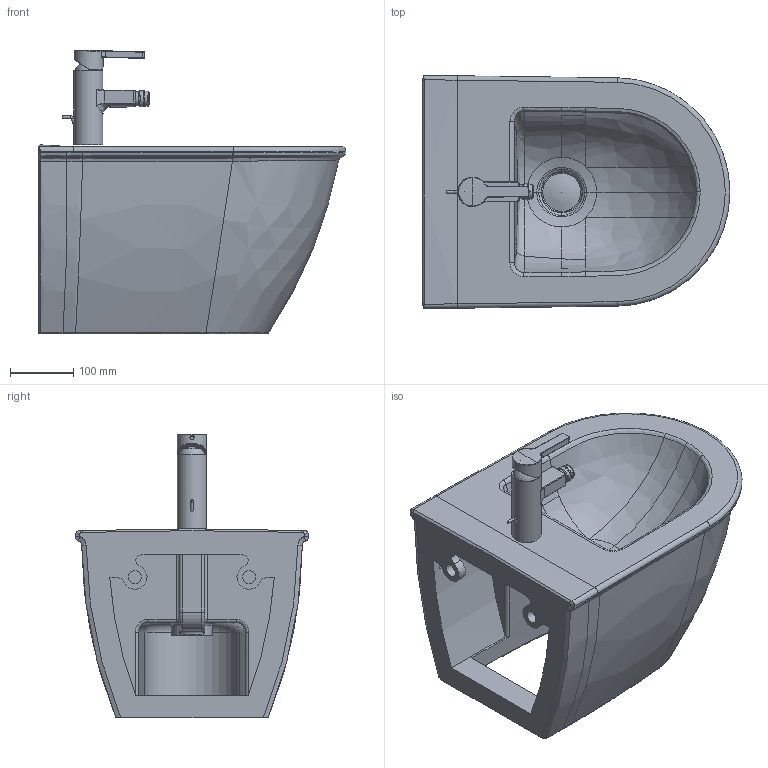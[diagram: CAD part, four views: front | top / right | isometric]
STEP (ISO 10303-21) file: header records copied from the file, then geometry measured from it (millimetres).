
FILE_DESCRIPTION((''),'2;1');
FILE_NAME('225615.stp','2012-09-23T17:47:01',('Administrator'),(''),'Autodesk Inventor 2011','Autodesk Inventor 2011','');
FILE_SCHEMA(('CONFIG_CONTROL_DESIGN'));
Length unit declared in the file: millimetre
Products named in the file (12): 225615; Kelch; Stopfen; Armatur Bidet 224915; Hebel; Gehäuse Bidetarmatur; Gleitring; Fassung Neoperl; Ring Neoperl; Griff; Neoperl
Assembly tree (11 placements, depth 3):
  225615
    225615
    Kelch
    Stopfen
    Armatur Bidet 224915
      Hebel
      Gehäuse Bidetarmatur
      Gleitring
      Fassung Neoperl
      Ring Neoperl
      Griff
      Neoperl
Bounding box: 485 x 367.92 x 447.2 mm (x, y, z)
Volume: 19769463.9 mm3; surface area: 954102.6 mm2
Topology: 3 solids, 11 shells, 582 faces, 2047 edges, 1371 vertices
Faces by surface type: plane 302, bspline 115, cylinder 109, torus 41, cone 13, sphere 2
Full cylindrical faces by diameter (mm): 1.039 x1, 4 x2, 4.3 x1, 5.2 x1, 5.5 x1, 10.5 x1, 12.5 x1, 13.905 x1, 17 x1, 17.773 x1, 18 x1, 20 x3, 20.1 x1, 22.55 x1, 23.6 x1, 24.3 x1, 24.5 x1, 25.5 x1, 35 x1, 42 x1, 42.607 x1, 44 x1, 46 x2, 60 x1, 64.433 x1
Entity records: 47797 total; most frequent: CARTESIAN_POINT 30486, ORIENTED_EDGE 3410, DIRECTION 3327, EDGE_CURVE 1972, VERTEX_POINT 1346, AXIS2_PLACEMENT_3D 1173, VECTOR 981, LINE 981
